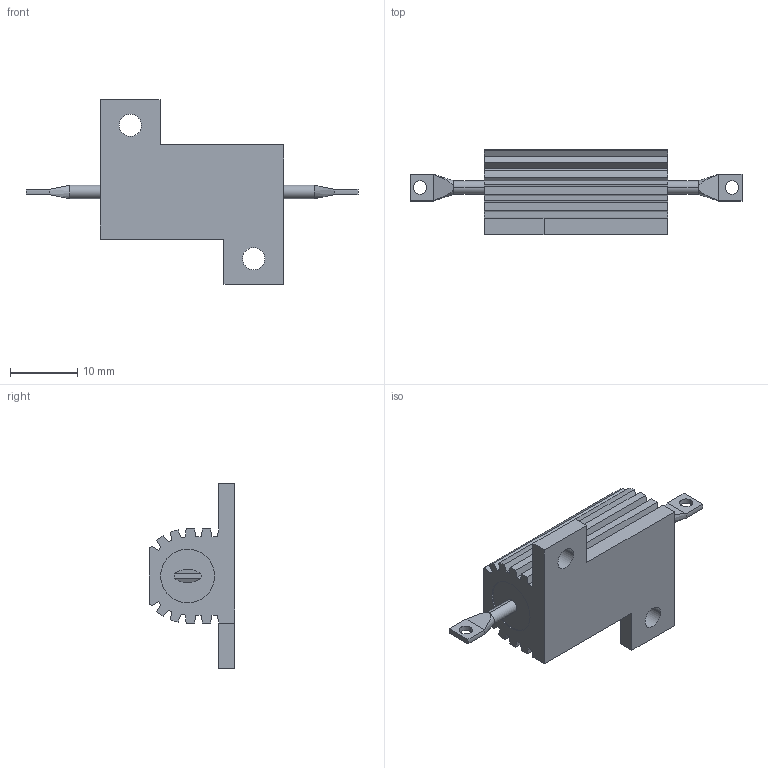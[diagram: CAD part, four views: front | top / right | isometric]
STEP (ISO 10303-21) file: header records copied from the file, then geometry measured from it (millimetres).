
FILE_DESCRIPTION((''),'2;1');
FILE_NAME('C-2-1879075-4','2019-12-05T03:04:09',('workeradm'),('TE Connectivity Ltd.'),'CREO PARAMETRIC BY PTC INC, 2019030','CREO PARAMETRIC BY PTC INC, 2019030','');
FILE_SCHEMA(('AUTOMOTIVE_DESIGN { 1 0 10303 214 1 1 1 1 }'));
Length unit declared in the file: millimetre
Products named in the file (1): C-2-1879075-4
Bounding box: 49.3 x 12.7 x 27.43 mm (x, y, z)
Volume: 4566.3 mm3; surface area: 2676.5 mm2
Topology: 1 solids, 1 shells, 88 faces, 242 edges, 166 vertices
Faces by surface type: plane 52, cylinder 32, cone 4
Entity records: 3019 total; most frequent: CARTESIAN_POINT 671, ORIENTED_EDGE 472, DIRECTION 468, EDGE_CURVE 236, VECTOR 162, LINE 162, VERTEX_POINT 154, AXIS2_PLACEMENT_3D 153
